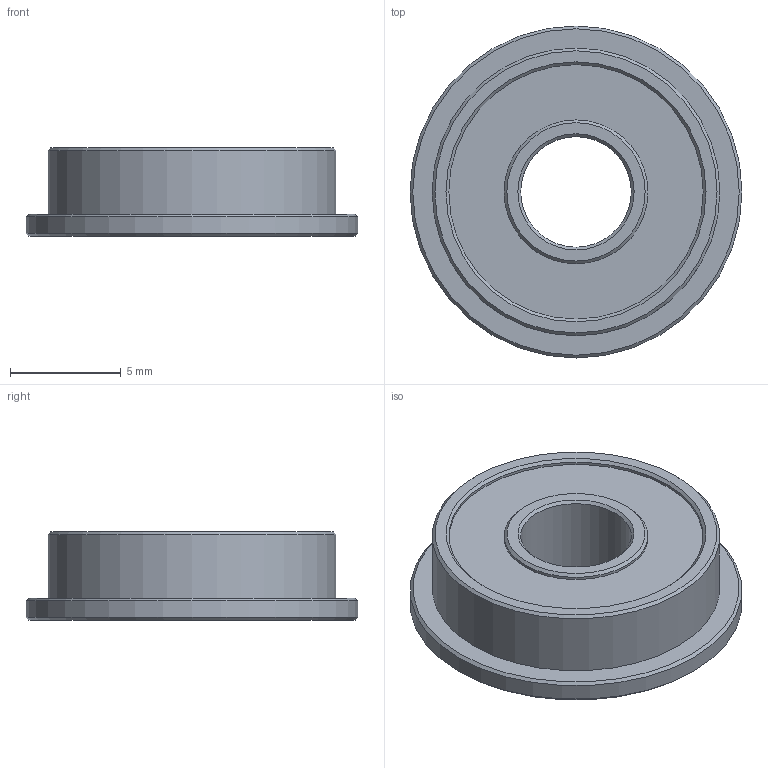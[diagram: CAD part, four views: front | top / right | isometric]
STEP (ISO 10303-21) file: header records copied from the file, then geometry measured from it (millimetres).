
FILE_DESCRIPTION(/* description */ (''),/* implementation_level */ '2;1');
FILE_NAME(/* name */ 'HW2947WC-Ball Bearing - F695ZZ.step',/* time_stamp */ '2022-09-16T14:56:54+01:00',/* author */ (''),/* organization */ (''),/* preprocessor_version */ 'ST-DEVELOPER v19',/* originating_system */ 'Autodesk Translation Framework v11.7.0.108',/* authorisation */ '');
FILE_SCHEMA (('AUTOMOTIVE_DESIGN { 1 0 10303 214 3 1 1 }'));
Length unit declared in the file: millimetre
Products named in the file (1): HW2947WC
Bounding box: 15 x 15 x 4 mm (x, y, z)
Volume: 458.8 mm3; surface area: 554.4 mm2
Topology: 1 solids, 1 shells, 23 faces, 39 edges, 23 vertices
Faces by surface type: cone 9, cylinder 7, plane 7
Full cylindrical faces by diameter (mm): 5 x1, 6.5 x2, 11.5 x2, 13 x1, 15 x1
Entity records: 590 total; most frequent: DIRECTION 110, CARTESIAN_POINT 86, ORIENTED_EDGE 78, AXIS2_PLACEMENT_3D 47, EDGE_CURVE 39, EDGE_LOOP 30, FACE_OUTER_BOUND 23, CIRCLE 23
